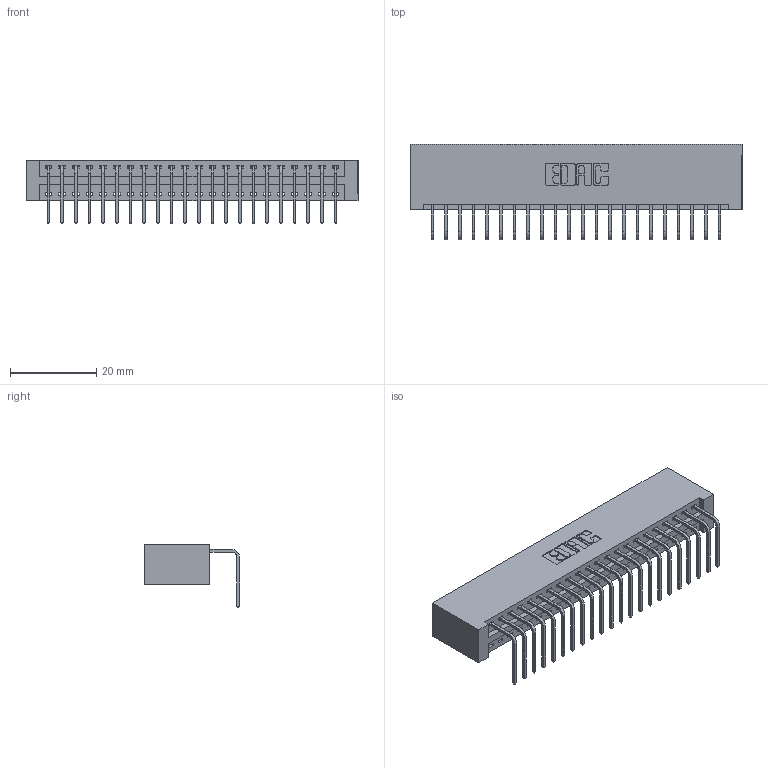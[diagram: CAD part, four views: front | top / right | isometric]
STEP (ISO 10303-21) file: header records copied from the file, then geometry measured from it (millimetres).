
FILE_DESCRIPTION (( 'STEP AP203' ), '1' );
FILE_NAME ('396-022-558-101.STEP', '2019-11-01T06:16:03', ( '' ), ( '' ), 'SwSTEP 2.0', 'SolidWorks 2016', '' );
FILE_SCHEMA (( 'CONFIG_CONTROL_DESIGN' ));
Length unit declared in the file: inch
Products named in the file (3): 346 Part_No Mounting Lugs; 345-292-001_558 Tail - 2; 396-022-558-101
Assembly tree (23 placements, depth 2):
  396-022-558-101
    346 Part_No Mounting Lugs
    345-292-001_558 Tail - 2  x22
Bounding box: 77.09 x 22.16 x 14.73 mm (x, y, z)
Volume: 7864 mm3; surface area: 10125.6 mm2
Topology: 23 solids, 23 shells, 1434 faces, 4309 edges, 2842 vertices
Faces by surface type: plane 996, cylinder 438
Entity records: 16153 total; most frequent: CARTESIAN_POINT 2782, ORIENTED_EDGE 2738, DIRECTION 2473, EDGE_CURVE 1369, LINE 1157, VECTOR 1157, VERTEX_POINT 910, AXIS2_PLACEMENT_3D 658
